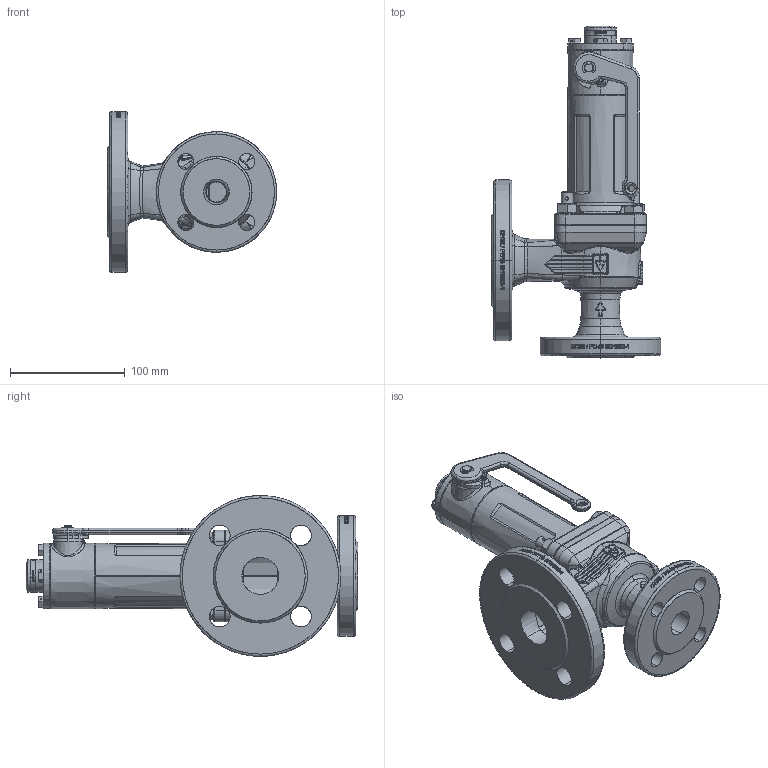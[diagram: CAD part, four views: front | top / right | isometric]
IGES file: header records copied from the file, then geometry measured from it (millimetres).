
Start section: SolidWorks IGES file using analytic representation for surfaces
Global section: file name: 455TGFL_20_FLFL_2032_MD.IGS; native system: SolidWorks 2018; preprocessor: SolidWorks 2018; author: Hildenbrand; date: 200708.135338; units: millimetre
Bounding box: 147.5 x 289 x 140 mm (x, y, z)
Surface area: 231902.5 mm2 (no closed solid volume)
Topology: 0 solids, 0 shells, 2087 faces, 27336 edges, 27286 vertices
Faces by surface type: bspline 1252, revolution 835
